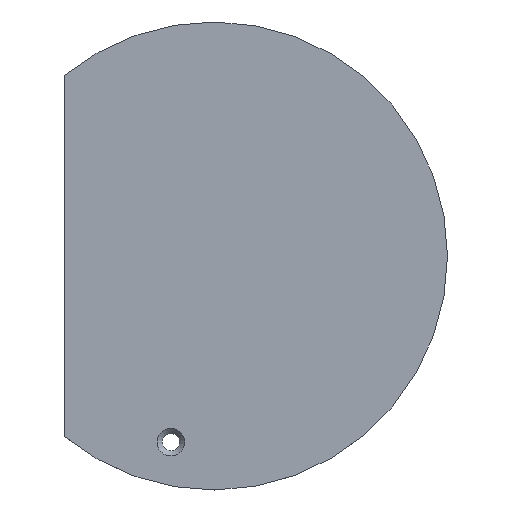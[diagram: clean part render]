
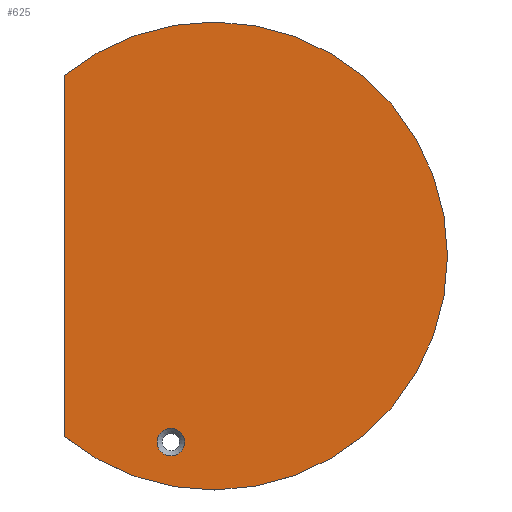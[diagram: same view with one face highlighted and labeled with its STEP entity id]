
A CAD part, top view. The second image highlights one B-rep face of the part: STEP entity #625.
In plain terms, the highlighted planar face has unit normal (0, 0, 1).
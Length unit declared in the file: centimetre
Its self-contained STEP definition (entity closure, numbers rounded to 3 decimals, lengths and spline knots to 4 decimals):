
#18=FACE_BOUND('',#121,.T.);
#29=CIRCLE('',#675,5.2);
#32=CIRCLE('',#679,88.);
#83=FACE_OUTER_BOUND('',#120,.T.);
#120=EDGE_LOOP('',(#553,#554));
#121=EDGE_LOOP('',(#555));
#192=LINE('',#1028,#261);
#261=VECTOR('',#850,1.);
#310=VERTEX_POINT('',#1012);
#314=VERTEX_POINT('',#1021);
#315=VERTEX_POINT('',#1023);
#388=EDGE_CURVE('',#310,#310,#29,.T.);
#393=EDGE_CURVE('',#315,#314,#32,.T.);
#396=EDGE_CURVE('',#314,#315,#192,.T.);
#553=ORIENTED_EDGE('',*,*,#396,.T.);
#554=ORIENTED_EDGE('',*,*,#393,.T.);
#555=ORIENTED_EDGE('',*,*,#388,.T.);
#588=PLANE('',#681);
#625=ADVANCED_FACE('',(#83,#18),#588,.T.);
#675=AXIS2_PLACEMENT_3D('',#1013,#834,#835);
#679=AXIS2_PLACEMENT_3D('',#1024,#844,#845);
#681=AXIS2_PLACEMENT_3D('',#1029,#851,#852);
#834=DIRECTION('center_axis',(0.,0.,-1.));
#835=DIRECTION('ref_axis',(0.,-1.,0.));
#844=DIRECTION('center_axis',(0.,0.,1.));
#845=DIRECTION('ref_axis',(-0.636,-0.771,0.));
#850=DIRECTION('',(0.,-1.,0.));
#851=DIRECTION('center_axis',(0.,0.,1.));
#852=DIRECTION('ref_axis',(1.,0.,0.));
#1012=CARTESIAN_POINT('',(599.6639,134.3451,2.9119));
#1013=CARTESIAN_POINT('Origin',(599.6639,129.1451,2.9119));
#1021=CARTESIAN_POINT('',(559.6639,267.0274,2.9119));
#1023=CARTESIAN_POINT('',(559.6639,131.2629,2.9119));
#1024=CARTESIAN_POINT('Origin',(615.6639,199.1451,2.9119));
#1028=CARTESIAN_POINT('',(559.6639,267.0274,2.9119));
#1029=CARTESIAN_POINT('Origin',(618.791,199.1451,2.9119));
